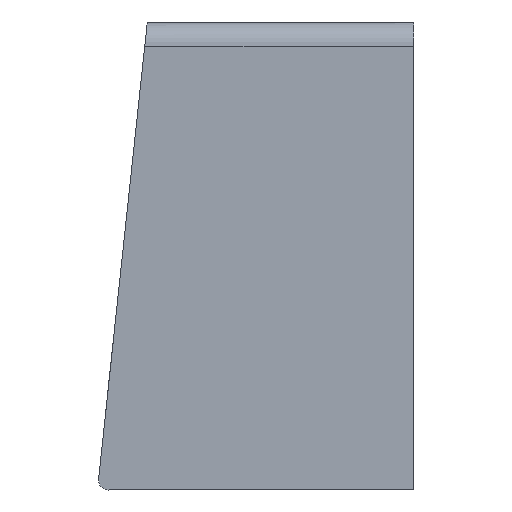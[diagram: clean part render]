
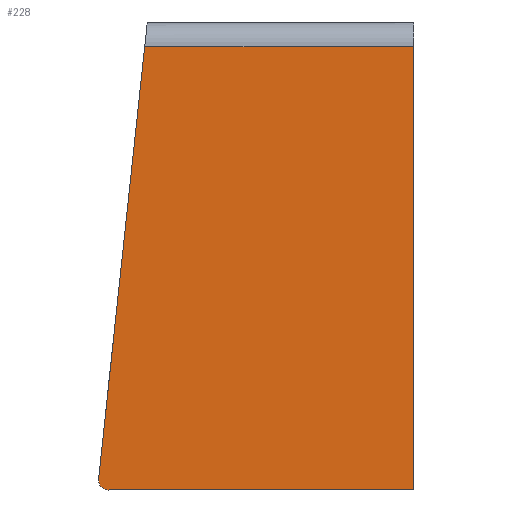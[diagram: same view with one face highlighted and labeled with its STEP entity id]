
A CAD part, left-side view. The second image highlights one B-rep face of the part: STEP entity #228.
In plain terms, the highlighted planar face has unit normal (-1, 0, 0).
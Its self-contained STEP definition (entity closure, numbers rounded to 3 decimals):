
#21=CIRCLE('',#259,0.2);
#37=FACE_OUTER_BOUND('',#50,.T.);
#50=EDGE_LOOP('',(#178,#179,#180,#181,#182));
#63=LINE('',#359,#82);
#64=LINE('',#362,#83);
#72=LINE('',#384,#91);
#73=LINE('',#385,#92);
#82=VECTOR('',#286,10.);
#83=VECTOR('',#289,10.);
#91=VECTOR('',#311,10.);
#92=VECTOR('',#312,10.);
#102=VERTEX_POINT('',#348);
#107=VERTEX_POINT('',#357);
#108=VERTEX_POINT('',#361);
#114=VERTEX_POINT('',#379);
#115=VERTEX_POINT('',#383);
#129=EDGE_CURVE('',#107,#102,#63,.T.);
#130=EDGE_CURVE('',#102,#108,#64,.T.);
#140=EDGE_CURVE('',#114,#107,#21,.T.);
#141=EDGE_CURVE('',#115,#114,#72,.T.);
#142=EDGE_CURVE('',#108,#115,#73,.F.);
#178=ORIENTED_EDGE('',*,*,#130,.F.);
#179=ORIENTED_EDGE('',*,*,#129,.F.);
#180=ORIENTED_EDGE('',*,*,#140,.F.);
#181=ORIENTED_EDGE('',*,*,#141,.F.);
#182=ORIENTED_EDGE('',*,*,#142,.F.);
#220=PLANE('',#260);
#228=ADVANCED_FACE('',(#37),#220,.T.);
#259=AXIS2_PLACEMENT_3D('',#381,#307,#308);
#260=AXIS2_PLACEMENT_3D('',#382,#309,#310);
#286=DIRECTION('',(0.,-0.106,0.994));
#289=DIRECTION('',(0.,-1.,0.));
#307=DIRECTION('center_axis',(1.,0.,0.));
#308=DIRECTION('ref_axis',(0.,0.744,-0.669));
#309=DIRECTION('center_axis',(-1.,0.,0.));
#310=DIRECTION('ref_axis',(0.,-0.108,0.994));
#311=DIRECTION('',(0.,1.,0.));
#312=DIRECTION('',(0.,0.,1.));
#348=CARTESIAN_POINT('',(33.67,30.973,-103.669));
#357=CARTESIAN_POINT('',(33.67,31.908,-112.429));
#359=CARTESIAN_POINT('',(33.67,25.796,-55.202));
#361=CARTESIAN_POINT('',(33.67,25.527,-103.669));
#362=CARTESIAN_POINT('',(33.67,24.948,-103.669));
#379=CARTESIAN_POINT('',(33.67,31.71,-112.65));
#381=CARTESIAN_POINT('Origin',(33.67,31.71,-112.45));
#382=CARTESIAN_POINT('Origin',(33.67,25.405,-111.645));
#383=CARTESIAN_POINT('',(33.67,25.527,-112.65));
#384=CARTESIAN_POINT('',(33.67,25.433,-112.65));
#385=CARTESIAN_POINT('',(33.67,25.527,-109.698));
